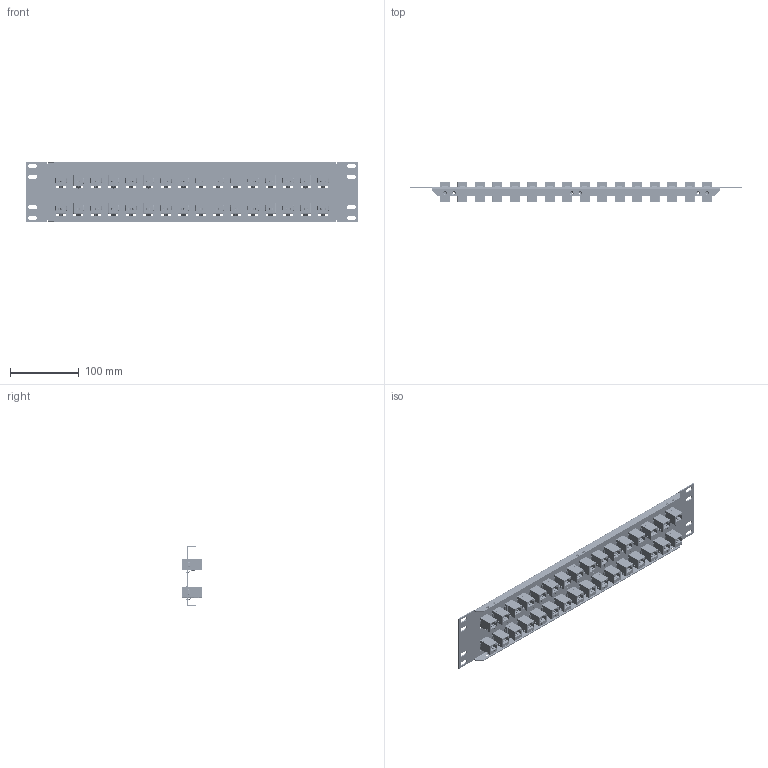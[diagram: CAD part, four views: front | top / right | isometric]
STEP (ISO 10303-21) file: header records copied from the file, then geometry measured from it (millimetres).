
FILE_DESCRIPTION (( 'STEP AP203' ), '1' );
FILE_NAME ('PR35C6A-32S.STEP', '2014-10-15T18:49:49', ( 'x' ), ( '' ), 'SwSTEP 2.0', 'SolidWorks 2014', '' );
FILE_SCHEMA (( 'CONFIG_CONTROL_DESIGN' ));
Length unit declared in the file: inch
Products named in the file (3): PR35UT568-MA1; TDG1026KS-C6A_New Logo - Latch Depressed; PR35C6A-32S
Assembly tree (33 placements, depth 2):
  PR35C6A-32S
    PR35UT568-MA1
    TDG1026KS-C6A_New Logo - Latch Depressed  x32
Bounding box: 482.6 x 30 x 88.39 mm (x, y, z)
Volume: 228255 mm3; surface area: 205346.3 mm2
Topology: 33 solids, 33 shells, 13889 faces, 38286 edges, 24836 vertices
Faces by surface type: plane 8397, bspline 3368, cylinder 1748, sphere 256, torus 96, cone 24
Entity records: 65966 total; most frequent: CARTESIAN_POINT 30326, ORIENTED_EDGE 7976, DIRECTION 5433, EDGE_CURVE 3988, VECTOR 2875, LINE 2875, VERTEX_POINT 2640, EDGE_LOOP 1706
